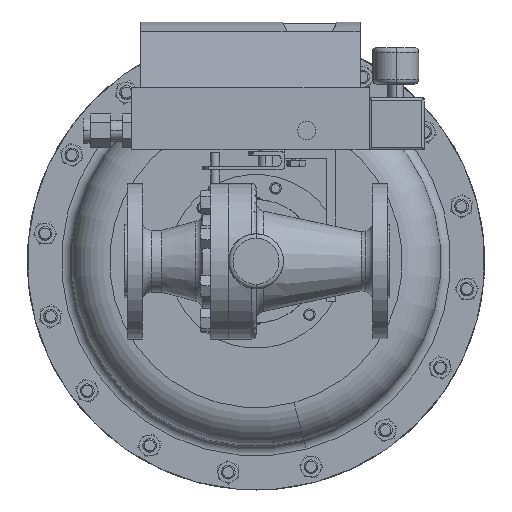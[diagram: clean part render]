
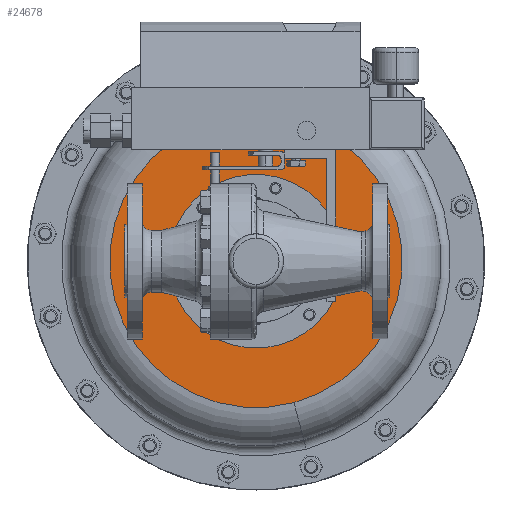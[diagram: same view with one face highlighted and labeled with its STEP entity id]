
A CAD part, front view. The second image highlights one B-rep face of the part: STEP entity #24678.
In plain terms, the highlighted planar face has unit normal (0, -1, 0).
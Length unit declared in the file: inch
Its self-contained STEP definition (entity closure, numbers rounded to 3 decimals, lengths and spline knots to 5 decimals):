
#331 = AXIS2_PLACEMENT_3D ( 'NONE', #2493, #32372, #16123 ) ;
#1642 = EDGE_CURVE ( 'NONE', #21395, #20864, #26851, .T. ) ;
#1668 = CARTESIAN_POINT ( 'NONE',  ( 0., 6.7525, 0. ) ) ;
#1913 = DIRECTION ( 'NONE',  ( 0., 1., 0. ) ) ;
#1952 = DIRECTION ( 'NONE',  ( 0.259, 0., -0.966 ) ) ;
#2493 = CARTESIAN_POINT ( 'NONE',  ( -3.8637, 6.7525, -1.03528 ) ) ;
#4696 = CARTESIAN_POINT ( 'NONE',  ( 0., 6.7525, 0. ) ) ;
#6201 = CARTESIAN_POINT ( 'NONE',  ( 1.67938, 6.7525, 1.67938 ) ) ;
#7014 = EDGE_LOOP ( 'NONE', ( #12666, #20036 ) ) ;
#7415 = DIRECTION ( 'NONE',  ( 0.259, 0., -0.966 ) ) ;
#7851 = CARTESIAN_POINT ( 'NONE',  ( 0., 6.7525, 0. ) ) ;
#7855 = AXIS2_PLACEMENT_3D ( 'NONE', #4696, #23642, #7415 ) ;
#9985 = AXIS2_PLACEMENT_3D ( 'NONE', #7851, #26788, #10532 ) ;
#10467 = EDGE_CURVE ( 'NONE', #19573, #11520, #15374, .T. ) ;
#10532 = DIRECTION ( 'NONE',  ( -0.707, 0., -0.707 ) ) ;
#11250 = AXIS2_PLACEMENT_3D ( 'NONE', #25200, #25160, #24811 ) ;
#11520 = VERTEX_POINT ( 'NONE', #6201 ) ;
#11680 = ORIENTED_EDGE ( 'NONE', *, *, #10467, .T. ) ;
#12448 = CIRCLE ( 'NONE', #9985, 2.375 ) ;
#12666 = ORIENTED_EDGE ( 'NONE', *, *, #1642, .F. ) ;
#15085 = AXIS2_PLACEMENT_3D ( 'NONE', #1668, #1913, #1952 ) ;
#15374 = CIRCLE ( 'NONE', #11250, 2.375 ) ;
#16123 = DIRECTION ( 'NONE',  ( -0.259, 0., 0.966 ) ) ;
#19288 = CARTESIAN_POINT ( 'NONE',  ( -1.67938, 6.7525, -1.67938 ) ) ;
#19354 = CARTESIAN_POINT ( 'NONE',  ( 1.03528, 6.7525, -3.8637 ) ) ;
#19573 = VERTEX_POINT ( 'NONE', #19288 ) ;
#19906 = FACE_BOUND ( 'NONE', #28658, .T. ) ;
#20036 = ORIENTED_EDGE ( 'NONE', *, *, #24073, .F. ) ;
#20864 = VERTEX_POINT ( 'NONE', #27429 ) ;
#21395 = VERTEX_POINT ( 'NONE', #19354 ) ;
#21460 = PLANE ( 'NONE',  #331 ) ;
#23642 = DIRECTION ( 'NONE',  ( 0., 1., 0. ) ) ;
#24073 = EDGE_CURVE ( 'NONE', #20864, #21395, #25410, .T. ) ;
#24678 = ADVANCED_FACE ( 'NONE', ( #29627, #19906 ), #21460, .T. ) ;
#24811 = DIRECTION ( 'NONE',  ( -0.707, 0., -0.707 ) ) ;
#25160 = DIRECTION ( 'NONE',  ( 0., 1., 0. ) ) ;
#25200 = CARTESIAN_POINT ( 'NONE',  ( 0., 6.7525, 0. ) ) ;
#25410 = CIRCLE ( 'NONE', #7855, 4. ) ;
#26788 = DIRECTION ( 'NONE',  ( 0., 1., 0. ) ) ;
#26851 = CIRCLE ( 'NONE', #15085, 4. ) ;
#27429 = CARTESIAN_POINT ( 'NONE',  ( -1.03528, 6.7525, 3.8637 ) ) ;
#28658 = EDGE_LOOP ( 'NONE', ( #29510, #11680 ) ) ;
#29510 = ORIENTED_EDGE ( 'NONE', *, *, #29534, .T. ) ;
#29534 = EDGE_CURVE ( 'NONE', #11520, #19573, #12448, .T. ) ;
#29627 = FACE_OUTER_BOUND ( 'NONE', #7014, .T. ) ;
#32372 = DIRECTION ( 'NONE',  ( 0., -1., 0. ) ) ;
